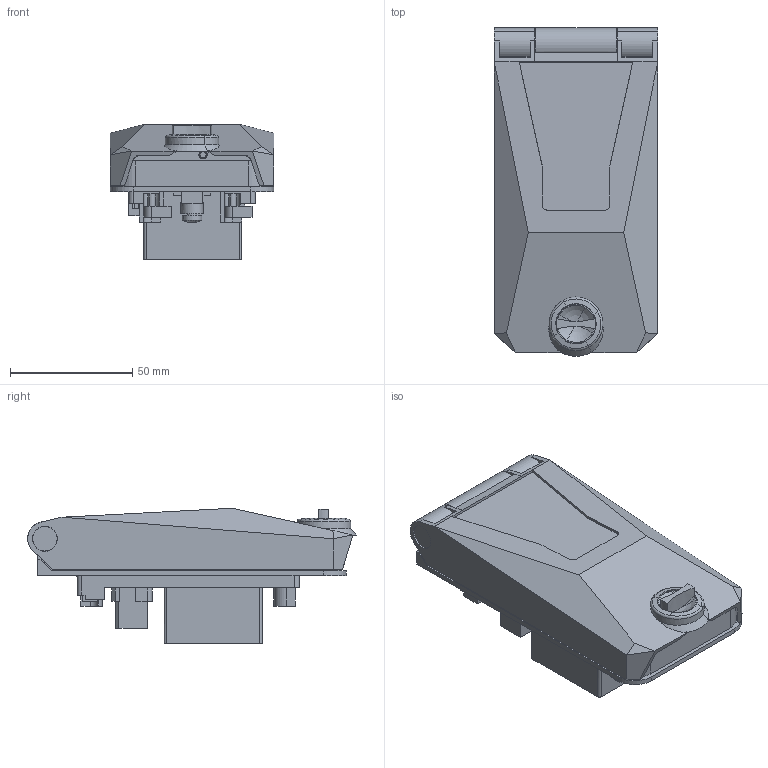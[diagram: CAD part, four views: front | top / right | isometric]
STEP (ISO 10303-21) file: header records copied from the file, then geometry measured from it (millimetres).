
FILE_DESCRIPTION(('CATIA V5 STEP Exchange','CAx-IF Rec.Pracs.--- Model Styling and Organization---1.4--- 2014-01-23'),'2;1');
FILE_NAME ('015707-2_0', '2020-08-17T05:27:19+00:00', ('none'), ('Weidmueller'), 'CATIA Version 5-6 Release 2016 SP3 HF44', 'CATIA V5 STEP AP214', 'none');
FILE_SCHEMA(('AUTOMOTIVE_DESIGN { 1 0 10303 214 1 1 1 1 }'));
Products named in the file (1): 1529580000
Bounding box: 66.8 x 134.14 x 55.29 mm (x, y, z)
Volume: 153411 mm3; surface area: 106073.3 mm2
Topology: 7 solids, 14 shells, 2123 faces, 5800 edges, 3668 vertices
Faces by surface type: plane 1332, cylinder 555, sphere 96, cone 73, bspline 36, torus 22, extrusion 9
Entity records: 67720 total; most frequent: CARTESIAN_POINT 17486, ORIENTED_EDGE 11452, DIRECTION 8309, EDGE_CURVE 5726, VECTOR 4015, LINE 4006, VERTEX_POINT 3668, AXIS2_PLACEMENT_3D 2637
